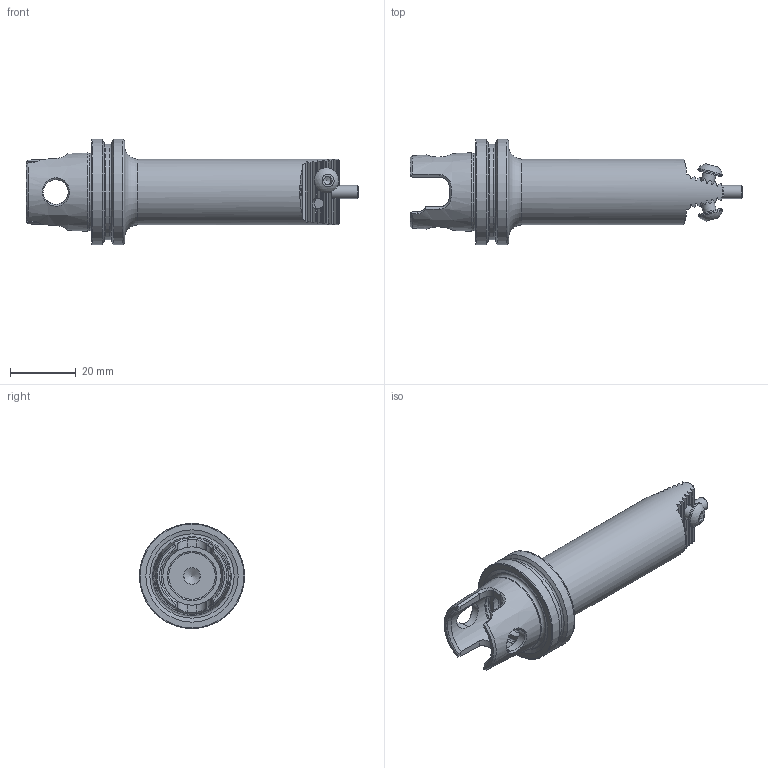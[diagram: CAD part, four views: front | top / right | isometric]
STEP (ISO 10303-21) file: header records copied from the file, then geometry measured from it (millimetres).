
FILE_DESCRIPTION (( 'STEP AP214' ), '1' );
FILE_NAME ('KM3.Z20.K23.090.STEP', '2020-08-14T11:10:37', ( '' ), ( '' ), 'SwSTEP 2.0', 'SolidWorks 2017', '' );
FILE_SCHEMA (( 'AUTOMOTIVE_DESIGN' ));
Length unit declared in the file: millimetre
Products named in the file (6): KM3.Z20.K23.090; Z20-ER1.002.008_A; KM3-Z20.K23.090_C; Z20-ER1.001.008; Z20-ER1.003.008_A_gespannt; Z20-ER2.001.013_A
Assembly tree (6 placements, depth 3):
  KM3.Z20.K23.090
    KM3-Z20.K23.090_C
    Z20-ER1.001.008  x2
      Z20-ER1.002.008_A
      Z20-ER1.003.008_A_gespannt
    Z20-ER2.001.013_A
Bounding box: 100.85 x 31.95 x 31.95 mm (x, y, z)
Volume: 27832.9 mm3; surface area: 10737.7 mm2
Topology: 6 solids, 6 shells, 304 faces, 792 edges, 507 vertices
Faces by surface type: plane 169, cylinder 71, cone 35, bspline 14, torus 13, sphere 2
Full cylindrical faces by diameter (mm): 2 x5, 2.2 x1, 2.5 x1, 3 x1, 3.3 x2, 4 x3, 4.3 x2, 5 x3, 7.2 x2, 7.6 x2, 14.9 x1, 17.7 x1, 18.6 x1, 20 x1, 28.95 x1, 31.95 x2
Entity records: 10909 total; most frequent: CARTESIAN_POINT 4447, ORIENTED_EDGE 1332, DIRECTION 1006, EDGE_CURVE 666, VERTEX_POINT 458, AXIS2_PLACEMENT_3D 393, EDGE_LOOP 356, FACE_OUTER_BOUND 319
